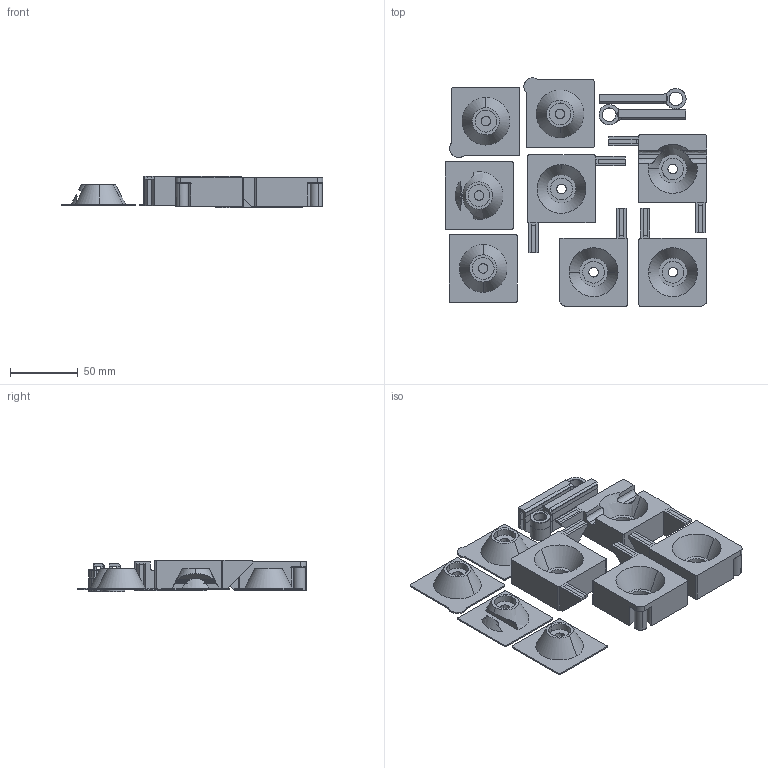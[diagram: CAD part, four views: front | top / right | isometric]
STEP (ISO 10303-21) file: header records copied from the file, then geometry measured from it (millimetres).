
FILE_DESCRIPTION(/* description */ (''),/* implementation_level */ '2;1');
FILE_NAME(/* name */ 'PRUSA_~1',/* time_stamp */ '2020-10-19T12:29:44+01:00',/* author */ (''),/* organization */ (''),/* preprocessor_version */ 'ST-DEVELOPER v15',/* originating_system */ '',/* authorisation */ '');
FILE_SCHEMA (('AUTOMOTIVE_DESIGN'));
Length unit declared in the file: millimetre
Products named in the file (1): Document
Bounding box: 192.68 x 168.11 x 23 mm (x, y, z)
Volume: 226218.7 mm3; surface area: 87811.7 mm2
Topology: 10 solids, 10 shells, 391 faces, 935 edges, 582 vertices
Faces by surface type: bspline 391
Entity records: 23556 total; most frequent: CARTESIAN_POINT 12011, B_SPLINE_CURVE_WITH_KNOTS 1932, ORIENTED_EDGE 1870, PCURVE 1870, DEFINITIONAL_REPRESENTATION 1870, SURFACE_CURVE 935, EDGE_CURVE 935, VERTEX_POINT 582
